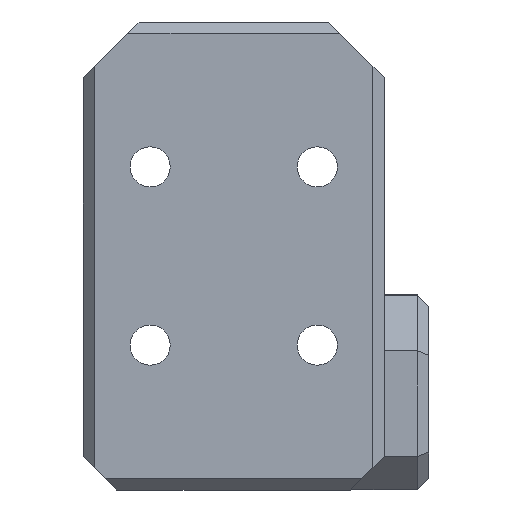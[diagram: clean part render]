
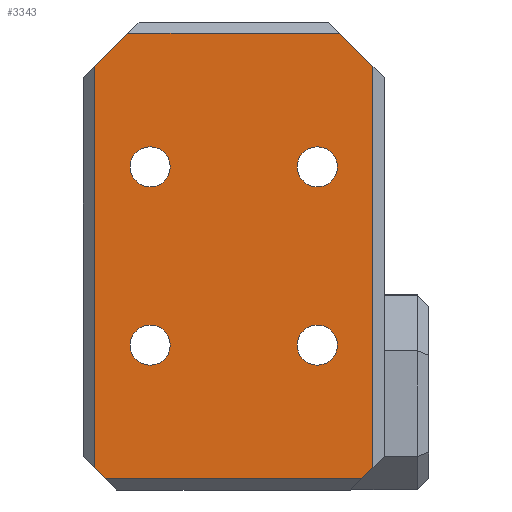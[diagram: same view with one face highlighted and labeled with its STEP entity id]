
A CAD part, front view. The second image highlights one B-rep face of the part: STEP entity #3343.
In plain terms, the highlighted planar face has unit normal (0, -1, 0).
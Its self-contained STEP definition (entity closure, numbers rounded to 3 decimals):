
#85 = EDGE_LOOP ( 'NONE', ( #2623, #275, #2464, #2158, #3156, #333, #3288, #163 ) ) ;
#86 = CARTESIAN_POINT ( 'NONE',  ( 5.25, 0., -47.25 ) ) ;
#161 = AXIS2_PLACEMENT_3D ( 'NONE', #762, #2726, #3982 ) ;
#163 = ORIENTED_EDGE ( 'NONE', *, *, #2129, .T. ) ;
#165 = VECTOR ( 'NONE', #3287, 1000. ) ;
#167 = VECTOR ( 'NONE', #3169, 1000. ) ;
#188 = CARTESIAN_POINT ( 'NONE',  ( -7.5, 0., -30.8 ) ) ;
#205 = PLANE ( 'NONE',  #3802 ) ;
#222 = CARTESIAN_POINT ( 'NONE',  ( -7.5, 0., -13. ) ) ;
#250 = DIRECTION ( 'NONE',  ( 0., 0., 1. ) ) ;
#275 = ORIENTED_EDGE ( 'NONE', *, *, #3490, .T. ) ;
#277 = CARTESIAN_POINT ( 'NONE',  ( 12.5, 0., -40. ) ) ;
#300 = ORIENTED_EDGE ( 'NONE', *, *, #1300, .T. ) ;
#303 = CIRCLE ( 'NONE', #2437, 1.8 ) ;
#333 = ORIENTED_EDGE ( 'NONE', *, *, #3747, .T. ) ;
#348 = EDGE_CURVE ( 'NONE', #4102, #3300, #1571, .T. ) ;
#376 = CIRCLE ( 'NONE', #3599, 1.8 ) ;
#377 = ORIENTED_EDGE ( 'NONE', *, *, #3716, .T. ) ;
#389 = CIRCLE ( 'NONE', #2175, 1.8 ) ;
#429 = CARTESIAN_POINT ( 'NONE',  ( 7.5, 0., -30.8 ) ) ;
#449 = CIRCLE ( 'NONE', #161, 1.8 ) ;
#484 = CARTESIAN_POINT ( 'NONE',  ( 7.5, 0., -29. ) ) ;
#543 = CARTESIAN_POINT ( 'NONE',  ( -7.5, 0., -13. ) ) ;
#582 = VERTEX_POINT ( 'NONE', #1699 ) ;
#638 = LINE ( 'NONE', #1955, #165 ) ;
#762 = CARTESIAN_POINT ( 'NONE',  ( 7.5, 0., -29. ) ) ;
#837 = VERTEX_POINT ( 'NONE', #3896 ) ;
#843 = DIRECTION ( 'NONE',  ( 0., 0., 1. ) ) ;
#861 = AXIS2_PLACEMENT_3D ( 'NONE', #222, #1542, #1013 ) ;
#874 = CARTESIAN_POINT ( 'NONE',  ( -5.25, 0., -47.25 ) ) ;
#898 = FACE_BOUND ( 'NONE', #1216, .T. ) ;
#969 = EDGE_CURVE ( 'NONE', #2258, #981, #303, .T. ) ;
#981 = VERTEX_POINT ( 'NONE', #429 ) ;
#1004 = ORIENTED_EDGE ( 'NONE', *, *, #1156, .T. ) ;
#1013 = DIRECTION ( 'NONE',  ( 0., 0., 1. ) ) ;
#1086 = VERTEX_POINT ( 'NONE', #1161 ) ;
#1104 = EDGE_CURVE ( 'NONE', #837, #1086, #3790, .T. ) ;
#1117 = EDGE_LOOP ( 'NONE', ( #2907, #3932 ) ) ;
#1125 = CIRCLE ( 'NONE', #1412, 1.8 ) ;
#1134 = DIRECTION ( 'NONE',  ( 0., 1., 0. ) ) ;
#1156 = EDGE_CURVE ( 'NONE', #3739, #4114, #376, .T. ) ;
#1161 = CARTESIAN_POINT ( 'NONE',  ( -12.5, 0., -4. ) ) ;
#1190 = CARTESIAN_POINT ( 'NONE',  ( -7.5, 0., -14.8 ) ) ;
#1196 = LINE ( 'NONE', #874, #167 ) ;
#1198 = EDGE_CURVE ( 'NONE', #1086, #2939, #3448, .T. ) ;
#1206 = CARTESIAN_POINT ( 'NONE',  ( 7.5, 0., -13. ) ) ;
#1216 = EDGE_LOOP ( 'NONE', ( #2533, #377 ) ) ;
#1246 = LINE ( 'NONE', #2560, #2854 ) ;
#1300 = EDGE_CURVE ( 'NONE', #4114, #3739, #1125, .T. ) ;
#1306 = AXIS2_PLACEMENT_3D ( 'NONE', #543, #2851, #843 ) ;
#1315 = CARTESIAN_POINT ( 'NONE',  ( -11.5, 0., -41. ) ) ;
#1393 = EDGE_CURVE ( 'NONE', #2723, #2892, #2845, .T. ) ;
#1412 = AXIS2_PLACEMENT_3D ( 'NONE', #2932, #1990, #4233 ) ;
#1442 = CARTESIAN_POINT ( 'NONE',  ( 11.5, 0., -41. ) ) ;
#1485 = VERTEX_POINT ( 'NONE', #1442 ) ;
#1542 = DIRECTION ( 'NONE',  ( 0., 1., 0. ) ) ;
#1550 = CARTESIAN_POINT ( 'NONE',  ( -12.5, 0., -42. ) ) ;
#1571 = CIRCLE ( 'NONE', #1306, 1.8 ) ;
#1697 = DIRECTION ( 'NONE',  ( 0.707, 0., 0.707 ) ) ;
#1699 = CARTESIAN_POINT ( 'NONE',  ( 9.5, 0., -1. ) ) ;
#1727 = VERTEX_POINT ( 'NONE', #1315 ) ;
#1731 = EDGE_CURVE ( 'NONE', #2626, #582, #638, .T. ) ;
#1818 = CARTESIAN_POINT ( 'NONE',  ( 7.5, 0., -11.2 ) ) ;
#1824 = VERTEX_POINT ( 'NONE', #277 ) ;
#1841 = DIRECTION ( 'NONE',  ( 0., 1., 0. ) ) ;
#1893 = FACE_BOUND ( 'NONE', #3788, .T. ) ;
#1901 = CARTESIAN_POINT ( 'NONE',  ( -12.5, 0., -40. ) ) ;
#1902 = VECTOR ( 'NONE', #1960, 1000. ) ;
#1955 = CARTESIAN_POINT ( 'NONE',  ( 25.25, 0., -16.75 ) ) ;
#1960 = DIRECTION ( 'NONE',  ( -1., 0., 0. ) ) ;
#1990 = DIRECTION ( 'NONE',  ( 0., 1., 0. ) ) ;
#2129 = EDGE_CURVE ( 'NONE', #1824, #2626, #2195, .T. ) ;
#2158 = ORIENTED_EDGE ( 'NONE', *, *, #1198, .T. ) ;
#2168 = VECTOR ( 'NONE', #1697, 1000. ) ;
#2175 = AXIS2_PLACEMENT_3D ( 'NONE', #2514, #1841, #250 ) ;
#2195 = LINE ( 'NONE', #2491, #3945 ) ;
#2258 = VERTEX_POINT ( 'NONE', #3585 ) ;
#2322 = CARTESIAN_POINT ( 'NONE',  ( -7.5, 0., -27.2 ) ) ;
#2420 = LINE ( 'NONE', #86, #2168 ) ;
#2437 = AXIS2_PLACEMENT_3D ( 'NONE', #484, #3714, #2720 ) ;
#2445 = ORIENTED_EDGE ( 'NONE', *, *, #2757, .T. ) ;
#2464 = ORIENTED_EDGE ( 'NONE', *, *, #1104, .T. ) ;
#2491 = CARTESIAN_POINT ( 'NONE',  ( 12.5, 0., -42. ) ) ;
#2493 = FACE_BOUND ( 'NONE', #3187, .T. ) ;
#2514 = CARTESIAN_POINT ( 'NONE',  ( -7.5, 0., -29. ) ) ;
#2521 = DIRECTION ( 'NONE',  ( 0., 1., 0. ) ) ;
#2533 = ORIENTED_EDGE ( 'NONE', *, *, #1393, .T. ) ;
#2560 = CARTESIAN_POINT ( 'NONE',  ( 0., 0., -41. ) ) ;
#2581 = VECTOR ( 'NONE', #3103, 1000. ) ;
#2623 = ORIENTED_EDGE ( 'NONE', *, *, #1731, .T. ) ;
#2626 = VERTEX_POINT ( 'NONE', #3165 ) ;
#2720 = DIRECTION ( 'NONE',  ( 0., 0., 1. ) ) ;
#2723 = VERTEX_POINT ( 'NONE', #2322 ) ;
#2726 = DIRECTION ( 'NONE',  ( 0., 1., 0. ) ) ;
#2757 = EDGE_CURVE ( 'NONE', #981, #2258, #449, .T. ) ;
#2797 = EDGE_CURVE ( 'NONE', #1485, #1824, #2420, .T. ) ;
#2837 = CARTESIAN_POINT ( 'NONE',  ( -25.25, 0., -16.75 ) ) ;
#2845 = CIRCLE ( 'NONE', #3942, 1.8 ) ;
#2851 = DIRECTION ( 'NONE',  ( 0., 1., 0. ) ) ;
#2854 = VECTOR ( 'NONE', #4131, 1000. ) ;
#2858 = DIRECTION ( 'NONE',  ( 0., 0., -1. ) ) ;
#2874 = CARTESIAN_POINT ( 'NONE',  ( 7.5, 0., -14.8 ) ) ;
#2892 = VERTEX_POINT ( 'NONE', #188 ) ;
#2907 = ORIENTED_EDGE ( 'NONE', *, *, #3795, .T. ) ;
#2932 = CARTESIAN_POINT ( 'NONE',  ( 7.5, 0., -13. ) ) ;
#2939 = VERTEX_POINT ( 'NONE', #1901 ) ;
#3103 = DIRECTION ( 'NONE',  ( -0.707, 0., -0.707 ) ) ;
#3127 = CARTESIAN_POINT ( 'NONE',  ( 0., 0., -42. ) ) ;
#3156 = ORIENTED_EDGE ( 'NONE', *, *, #3787, .T. ) ;
#3165 = CARTESIAN_POINT ( 'NONE',  ( 12.5, 0., -4. ) ) ;
#3169 = DIRECTION ( 'NONE',  ( 0.707, 0., -0.707 ) ) ;
#3173 = DIRECTION ( 'NONE',  ( 0., -1., 0. ) ) ;
#3187 = EDGE_LOOP ( 'NONE', ( #1004, #300 ) ) ;
#3221 = FACE_BOUND ( 'NONE', #1117, .T. ) ;
#3287 = DIRECTION ( 'NONE',  ( -0.707, 0., 0.707 ) ) ;
#3288 = ORIENTED_EDGE ( 'NONE', *, *, #2797, .T. ) ;
#3300 = VERTEX_POINT ( 'NONE', #4115 ) ;
#3343 = ADVANCED_FACE ( 'NONE', ( #3221, #1893, #898, #2493, #3496 ), #205, .T. ) ;
#3388 = DIRECTION ( 'NONE',  ( 0., 0., 1. ) ) ;
#3448 = LINE ( 'NONE', #1550, #3870 ) ;
#3490 = EDGE_CURVE ( 'NONE', #582, #837, #3586, .T. ) ;
#3496 = FACE_OUTER_BOUND ( 'NONE', #85, .T. ) ;
#3585 = CARTESIAN_POINT ( 'NONE',  ( 7.5, 0., -27.2 ) ) ;
#3586 = LINE ( 'NONE', #3650, #1902 ) ;
#3599 = AXIS2_PLACEMENT_3D ( 'NONE', #1206, #2521, #3818 ) ;
#3650 = CARTESIAN_POINT ( 'NONE',  ( -8.5, 0., -1. ) ) ;
#3660 = ORIENTED_EDGE ( 'NONE', *, *, #969, .T. ) ;
#3683 = CIRCLE ( 'NONE', #861, 1.8 ) ;
#3714 = DIRECTION ( 'NONE',  ( 0., 1., 0. ) ) ;
#3716 = EDGE_CURVE ( 'NONE', #2892, #2723, #389, .T. ) ;
#3726 = CARTESIAN_POINT ( 'NONE',  ( -7.5, 0., -29. ) ) ;
#3739 = VERTEX_POINT ( 'NONE', #1818 ) ;
#3747 = EDGE_CURVE ( 'NONE', #1727, #1485, #1246, .T. ) ;
#3764 = DIRECTION ( 'NONE',  ( 0., 0., 1. ) ) ;
#3787 = EDGE_CURVE ( 'NONE', #2939, #1727, #1196, .T. ) ;
#3788 = EDGE_LOOP ( 'NONE', ( #3660, #2445 ) ) ;
#3790 = LINE ( 'NONE', #2837, #2581 ) ;
#3795 = EDGE_CURVE ( 'NONE', #3300, #4102, #3683, .T. ) ;
#3802 = AXIS2_PLACEMENT_3D ( 'NONE', #3127, #3173, #2858 ) ;
#3818 = DIRECTION ( 'NONE',  ( 0., 0., 1. ) ) ;
#3838 = DIRECTION ( 'NONE',  ( 0., 0., -1. ) ) ;
#3870 = VECTOR ( 'NONE', #3838, 1000. ) ;
#3896 = CARTESIAN_POINT ( 'NONE',  ( -9.5, 0., -1. ) ) ;
#3932 = ORIENTED_EDGE ( 'NONE', *, *, #348, .T. ) ;
#3942 = AXIS2_PLACEMENT_3D ( 'NONE', #3726, #1134, #3388 ) ;
#3945 = VECTOR ( 'NONE', #3764, 1000. ) ;
#3982 = DIRECTION ( 'NONE',  ( 0., 0., 1. ) ) ;
#4102 = VERTEX_POINT ( 'NONE', #1190 ) ;
#4114 = VERTEX_POINT ( 'NONE', #2874 ) ;
#4115 = CARTESIAN_POINT ( 'NONE',  ( -7.5, 0., -11.2 ) ) ;
#4131 = DIRECTION ( 'NONE',  ( 1., 0., 0. ) ) ;
#4233 = DIRECTION ( 'NONE',  ( 0., 0., 1. ) ) ;
